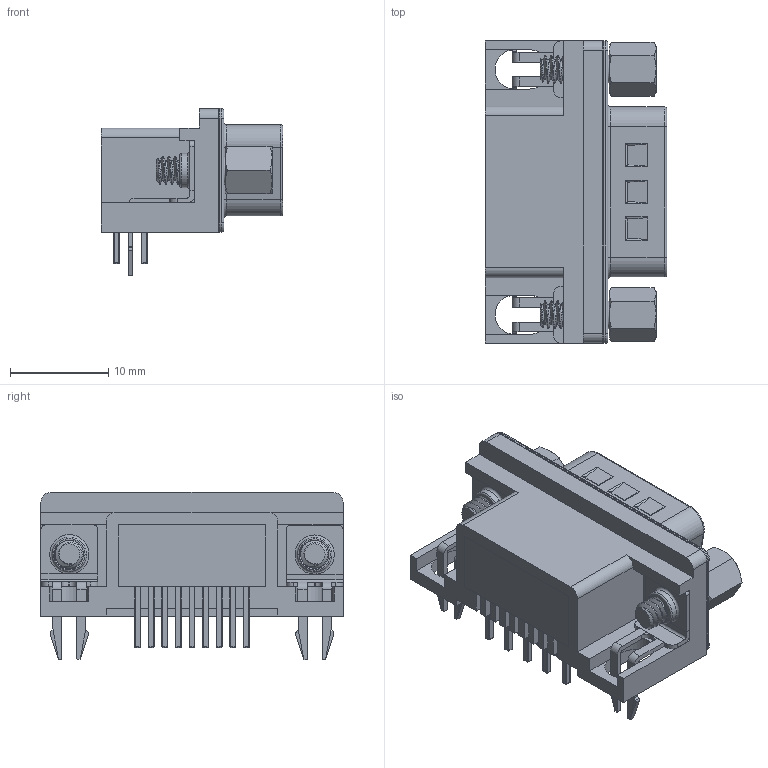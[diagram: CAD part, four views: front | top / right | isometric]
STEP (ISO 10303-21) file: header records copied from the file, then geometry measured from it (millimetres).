
FILE_DESCRIPTION(('STEP AP242'), '1');
FILE_NAME('栖闉罻 _ DRB-9MA', '', ('UNSPECIFIED'), ('UNSPECIFIED'), 'ASCON STEP Converter 1.6', 'ASCON Math Kernel', '');
FILE_SCHEMA(('AP242_MANAGED_MODEL_BASED_3D_ENGINEERING_MIM_LF { 1 0 10303 442 1 1 4 }'));
Length unit declared in the file: millimetre
Products named in the file (8): DRB-9MA; Òåëî ðàçúåìà; Ëèöåâàÿ ïàíåëü; D-TPIN0; DIP D-Sub; 11,8 õ âíóòðåííÿÿ ðåçüáà; PCB-pin; PCB-pin-7.94
Assembly tree (24 placements, depth 2):
  DRB-9MA
    Òåëî ðàçúåìà
    Ëèöåâàÿ ïàíåëü
    D-TPIN0  x9
    DIP D-Sub  x2
    11,8 õ âíóòðåííÿÿ ðåçüáà  x2
    PCB-pin  x5
    PCB-pin-7.94  x4
Bounding box: 18.5 x 30.8 x 17.02 mm (x, y, z)
Volume: 2454.4 mm3; surface area: 5857.7 mm2
Topology: 37 solids, 37 shells, 1241 faces, 3029 edges, 1808 vertices
Faces by surface type: plane 482, cylinder 458, bspline 156, torus 93, sphere 36, cone 16
Full cylindrical faces by diameter (mm): 1 x9, 1.5 x18, 2.845 x2, 3 x2, 3.5 x2, 4 x4, 4.5 x2
Entity records: 43466 total; most frequent: CARTESIAN_POINT 25199, ORIENTED_EDGE 2654, DIRECTION 2476, EDGE_CURVE 1327, AXIS2_PLACEMENT_3D 887, VERTEX_POINT 842, LINE 702, VECTOR 702
